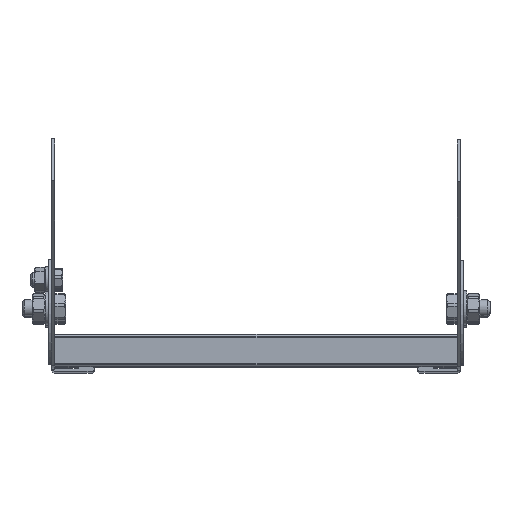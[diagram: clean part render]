
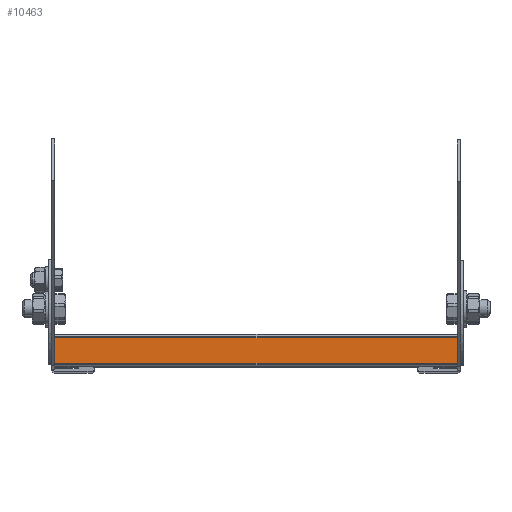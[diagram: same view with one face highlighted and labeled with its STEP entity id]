
A CAD part, top view. The second image highlights one B-rep face of the part: STEP entity #10463.
In plain terms, the highlighted planar face has unit normal (0, 0, 1).
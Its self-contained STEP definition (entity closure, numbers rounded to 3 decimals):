
#1077 = FACE_OUTER_BOUND ( 'NONE', #4996, .T. ) ;
#3471 = CARTESIAN_POINT ( 'NONE',  ( 14.257, -17.533, 143.5 ) ) ;
#3494 = CARTESIAN_POINT ( 'NONE',  ( -182.743, -4.933, 143.5 ) ) ;
#3496 = CARTESIAN_POINT ( 'NONE',  ( 14.257, -4.933, 143.5 ) ) ;
#3510 = CARTESIAN_POINT ( 'NONE',  ( -182.743, -17.533, 143.5 ) ) ;
#4488 = ORIENTED_EDGE ( 'NONE', *, *, #6665, .T. ) ;
#4489 = ORIENTED_EDGE ( 'NONE', *, *, #6679, .T. ) ;
#4490 = ORIENTED_EDGE ( 'NONE', *, *, #6663, .F. ) ;
#4491 = ORIENTED_EDGE ( 'NONE', *, *, #6691, .F. ) ;
#4996 = EDGE_LOOP ( 'NONE', ( #4491, #4490, #4489, #4488 ) ) ;
#6196 = VERTEX_POINT ( 'NONE', #3510 ) ;
#6206 = VERTEX_POINT ( 'NONE', #3496 ) ;
#6207 = VERTEX_POINT ( 'NONE', #3494 ) ;
#6227 = VERTEX_POINT ( 'NONE', #3471 ) ;
#6663 = EDGE_CURVE ( 'NONE', #6207, #6206, #15386, .T. ) ;
#6665 = EDGE_CURVE ( 'NONE', #6196, #6227, #15382, .T. ) ;
#6679 = EDGE_CURVE ( 'NONE', #6207, #6196, #15362, .T. ) ;
#6691 = EDGE_CURVE ( 'NONE', #6206, #6227, #15341, .T. ) ;
#8991 = DIRECTION ( 'NONE',  ( 0., 1., 0. ) ) ;
#8992 = DIRECTION ( 'NONE',  ( 0., 0., 1. ) ) ;
#8994 = PLANE ( 'NONE',  #14655 ) ;
#9006 = CARTESIAN_POINT ( 'NONE',  ( -182.743, -4.933, 143.5 ) ) ;
#10463 = ADVANCED_FACE ( 'NONE', ( #1077 ), #8994, .T. ) ;
#12702 = DIRECTION ( 'NONE',  ( 0., -1., 0. ) ) ;
#12703 = CARTESIAN_POINT ( 'NONE',  ( 14.257, -4.933, 143.5 ) ) ;
#12738 = DIRECTION ( 'NONE',  ( 0., -1., 0. ) ) ;
#12751 = CARTESIAN_POINT ( 'NONE',  ( -182.743, -4.933, 143.5 ) ) ;
#12782 = DIRECTION ( 'NONE',  ( 1., 0., 0. ) ) ;
#12784 = CARTESIAN_POINT ( 'NONE',  ( -182.743, -17.533, 143.5 ) ) ;
#12789 = DIRECTION ( 'NONE',  ( 1., 0., 0. ) ) ;
#12790 = CARTESIAN_POINT ( 'NONE',  ( -182.743, -4.933, 143.5 ) ) ;
#14655 = AXIS2_PLACEMENT_3D ( 'NONE', #9006, #8992, #8991 ) ;
#15339 = VECTOR ( 'NONE', #12702, 1000. ) ;
#15341 = LINE ( 'NONE', #12703, #15339 ) ;
#15357 = VECTOR ( 'NONE', #12738, 1000. ) ;
#15362 = LINE ( 'NONE', #12751, #15357 ) ;
#15379 = VECTOR ( 'NONE', #12782, 1000. ) ;
#15382 = LINE ( 'NONE', #12784, #15379 ) ;
#15383 = VECTOR ( 'NONE', #12789, 1000. ) ;
#15386 = LINE ( 'NONE', #12790, #15383 ) ;
